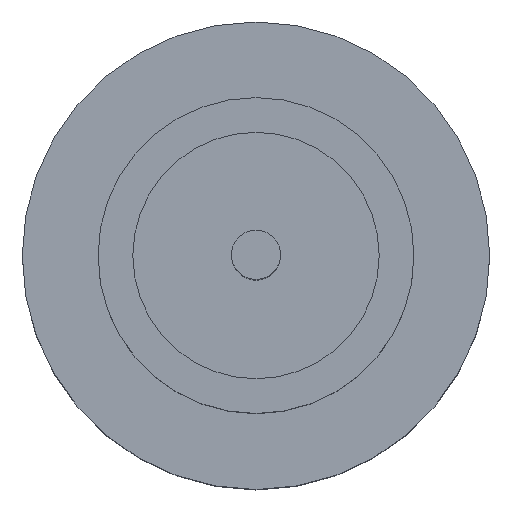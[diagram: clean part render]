
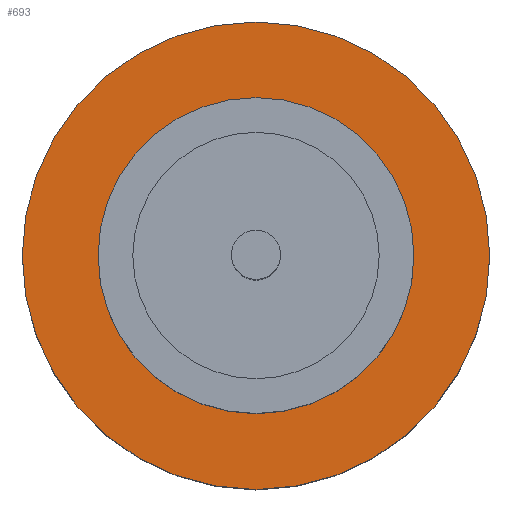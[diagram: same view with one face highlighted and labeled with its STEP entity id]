
A CAD part, top view. The second image highlights one B-rep face of the part: STEP entity #693.
In plain terms, the highlighted planar face has unit normal (0, 0, 1).
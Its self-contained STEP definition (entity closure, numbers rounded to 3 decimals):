
#7 = VERTEX_POINT ( 'NONE', #37 ) ;
#13 = CIRCLE ( 'NONE', #136, 1.25 ) ;
#20 = CARTESIAN_POINT ( 'NONE',  ( 0., 0., 1.55 ) ) ;
#37 = CARTESIAN_POINT ( 'NONE',  ( -1.85, 0., 1.55 ) ) ;
#69 = DIRECTION ( 'NONE',  ( 0., 0., 1. ) ) ;
#88 = ORIENTED_EDGE ( 'NONE', *, *, #721, .T. ) ;
#94 = EDGE_LOOP ( 'NONE', ( #195, #306 ) ) ;
#95 = EDGE_LOOP ( 'NONE', ( #154, #88 ) ) ;
#117 = DIRECTION ( 'NONE',  ( 1., 0., 0. ) ) ;
#136 = AXIS2_PLACEMENT_3D ( 'NONE', #179, #655, #714 ) ;
#148 = EDGE_CURVE ( 'NONE', #197, #157, #13, .T. ) ;
#154 = ORIENTED_EDGE ( 'NONE', *, *, #426, .T. ) ;
#156 = CARTESIAN_POINT ( 'NONE',  ( 0., 0., 1.55 ) ) ;
#157 = VERTEX_POINT ( 'NONE', #534 ) ;
#179 = CARTESIAN_POINT ( 'NONE',  ( 0., 0., 1.55 ) ) ;
#184 = CARTESIAN_POINT ( 'NONE',  ( 1.85, 0., 1.55 ) ) ;
#195 = ORIENTED_EDGE ( 'NONE', *, *, #148, .F. ) ;
#197 = VERTEX_POINT ( 'NONE', #722 ) ;
#234 = FACE_BOUND ( 'NONE', #94, .T. ) ;
#269 = DIRECTION ( 'NONE',  ( 0., 0., 1. ) ) ;
#306 = ORIENTED_EDGE ( 'NONE', *, *, #470, .F. ) ;
#310 = AXIS2_PLACEMENT_3D ( 'NONE', #707, #69, #117 ) ;
#337 = CIRCLE ( 'NONE', #310, 1.85 ) ;
#373 = PLANE ( 'NONE',  #381 ) ;
#381 = AXIS2_PLACEMENT_3D ( 'NONE', #742, #269, #617 ) ;
#404 = AXIS2_PLACEMENT_3D ( 'NONE', #20, #484, #719 ) ;
#426 = EDGE_CURVE ( 'NONE', #7, #517, #337, .T. ) ;
#470 = EDGE_CURVE ( 'NONE', #157, #197, #632, .T. ) ;
#484 = DIRECTION ( 'NONE',  ( 0., 0., 1. ) ) ;
#513 = DIRECTION ( 'NONE',  ( 0., 0., 1. ) ) ;
#517 = VERTEX_POINT ( 'NONE', #184 ) ;
#534 = CARTESIAN_POINT ( 'NONE',  ( -1.25, 0., 1.55 ) ) ;
#597 = FACE_OUTER_BOUND ( 'NONE', #95, .T. ) ;
#617 = DIRECTION ( 'NONE',  ( 1., 0., 0. ) ) ;
#632 = CIRCLE ( 'NONE', #404, 1.25 ) ;
#655 = DIRECTION ( 'NONE',  ( 0., 0., 1. ) ) ;
#680 = CIRCLE ( 'NONE', #755, 1.85 ) ;
#693 = ADVANCED_FACE ( 'NONE', ( #234, #597 ), #373, .T. ) ;
#694 = DIRECTION ( 'NONE',  ( 1., 0., 0. ) ) ;
#707 = CARTESIAN_POINT ( 'NONE',  ( 0., 0., 1.55 ) ) ;
#714 = DIRECTION ( 'NONE',  ( 1., 0., 0. ) ) ;
#719 = DIRECTION ( 'NONE',  ( 1., 0., 0. ) ) ;
#721 = EDGE_CURVE ( 'NONE', #517, #7, #680, .T. ) ;
#722 = CARTESIAN_POINT ( 'NONE',  ( 1.25, 0., 1.55 ) ) ;
#742 = CARTESIAN_POINT ( 'NONE',  ( 0., 0., 1.55 ) ) ;
#755 = AXIS2_PLACEMENT_3D ( 'NONE', #156, #513, #694 ) ;
